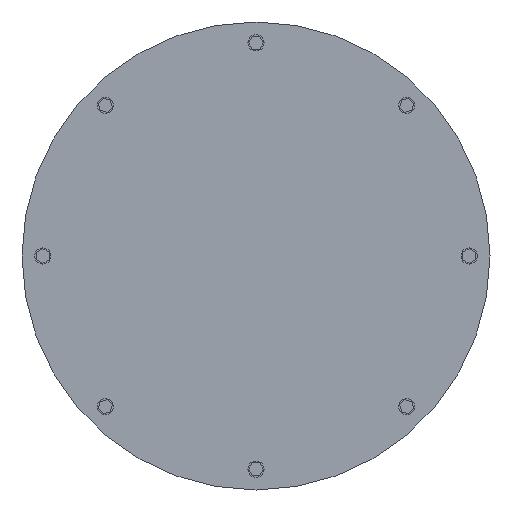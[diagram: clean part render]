
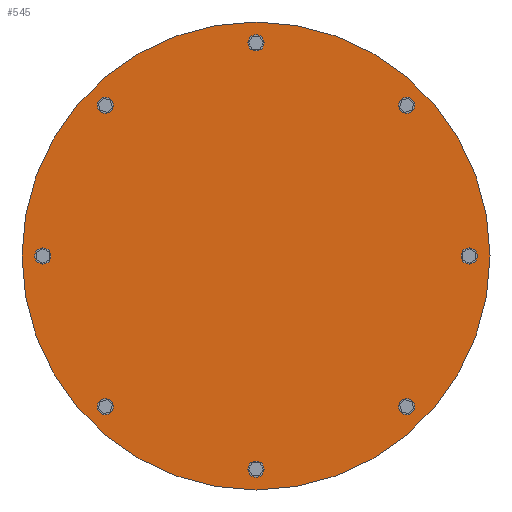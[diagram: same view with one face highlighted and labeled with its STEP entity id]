
A CAD part, left-side view. The second image highlights one B-rep face of the part: STEP entity #545.
In plain terms, the highlighted planar face has unit normal (-1, 0, 0).
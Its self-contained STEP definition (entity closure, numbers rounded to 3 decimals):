
#545 = ADVANCED_FACE( '', ( #1198, #1199, #1200, #1201, #1202, #1203, #1204, #1205, #1206 ), #1207, .F. );
#1198 = FACE_OUTER_BOUND( '', #1913, .T. );
#1199 = FACE_BOUND( '', #1914, .T. );
#1200 = FACE_BOUND( '', #1915, .T. );
#1201 = FACE_BOUND( '', #1916, .T. );
#1202 = FACE_BOUND( '', #1917, .T. );
#1203 = FACE_BOUND( '', #1918, .T. );
#1204 = FACE_BOUND( '', #1919, .T. );
#1205 = FACE_BOUND( '', #1920, .T. );
#1206 = FACE_BOUND( '', #1921, .T. );
#1207 = PLANE( '', #1922 );
#1913 = EDGE_LOOP( '', ( #3299 ) );
#1914 = EDGE_LOOP( '', ( #3300 ) );
#1915 = EDGE_LOOP( '', ( #3301 ) );
#1916 = EDGE_LOOP( '', ( #3302 ) );
#1917 = EDGE_LOOP( '', ( #3303 ) );
#1918 = EDGE_LOOP( '', ( #3304 ) );
#1919 = EDGE_LOOP( '', ( #3305 ) );
#1920 = EDGE_LOOP( '', ( #3306 ) );
#1921 = EDGE_LOOP( '', ( #3307 ) );
#1922 = AXIS2_PLACEMENT_3D( '', #3308, #3309, #3310 );
#3299 = ORIENTED_EDGE( '', *, *, #4114, .F. );
#3300 = ORIENTED_EDGE( '', *, *, #4085, .F. );
#3301 = ORIENTED_EDGE( '', *, *, #3892, .F. );
#3302 = ORIENTED_EDGE( '', *, *, #4177, .F. );
#3303 = ORIENTED_EDGE( '', *, *, #4153, .F. );
#3304 = ORIENTED_EDGE( '', *, *, #3731, .F. );
#3305 = ORIENTED_EDGE( '', *, *, #4140, .F. );
#3306 = ORIENTED_EDGE( '', *, *, #4142, .F. );
#3307 = ORIENTED_EDGE( '', *, *, #4178, .F. );
#3308 = CARTESIAN_POINT( '', ( -210., 0., 0. ) );
#3309 = DIRECTION( '', ( 1., 0., 0. ) );
#3310 = DIRECTION( '', ( 0., 0., -1. ) );
#3731 = EDGE_CURVE( '', #4373, #4373, #4374, .F. );
#3892 = EDGE_CURVE( '', #4643, #4643, #4644, .F. );
#4085 = EDGE_CURVE( '', #4919, #4919, #4920, .F. );
#4114 = EDGE_CURVE( '', #4958, #4958, #4959, .T. );
#4140 = EDGE_CURVE( '', #4990, #4990, #4991, .F. );
#4142 = EDGE_CURVE( '', #4993, #4993, #4994, .F. );
#4153 = EDGE_CURVE( '', #5009, #5009, #5010, .F. );
#4177 = EDGE_CURVE( '', #5036, #5036, #5037, .F. );
#4178 = EDGE_CURVE( '', #5038, #5038, #5039, .F. );
#4373 = VERTEX_POINT( '', #5289 );
#4374 = CIRCLE( '', #5290, 7. );
#4643 = VERTEX_POINT( '', #5655 );
#4644 = CIRCLE( '', #5656, 7. );
#4919 = VERTEX_POINT( '', #6030 );
#4920 = CIRCLE( '', #6031, 7. );
#4958 = VERTEX_POINT( '', #6086 );
#4959 = CIRCLE( '', #6087, 203. );
#4990 = VERTEX_POINT( '', #6129 );
#4991 = CIRCLE( '', #6130, 7. );
#4993 = VERTEX_POINT( '', #6132 );
#4994 = CIRCLE( '', #6133, 7. );
#5009 = VERTEX_POINT( '', #6152 );
#5010 = CIRCLE( '', #6153, 7. );
#5036 = VERTEX_POINT( '', #6187 );
#5037 = CIRCLE( '', #6188, 7. );
#5038 = VERTEX_POINT( '', #6189 );
#5039 = CIRCLE( '', #6190, 7. );
#5289 = CARTESIAN_POINT( '', ( -210., 130.762, 123.762 ) );
#5290 = AXIS2_PLACEMENT_3D( '', #6355, #6356, #6357 );
#5655 = CARTESIAN_POINT( '', ( -210., -130.762, 123.762 ) );
#5656 = AXIS2_PLACEMENT_3D( '', #6529, #6530, #6531 );
#6030 = CARTESIAN_POINT( '', ( -210., 184.925, -7. ) );
#6031 = AXIS2_PLACEMENT_3D( '', #6724, #6725, #6726 );
#6086 = CARTESIAN_POINT( '', ( -210., 0., -203. ) );
#6087 = AXIS2_PLACEMENT_3D( '', #6747, #6748, #6749 );
#6129 = CARTESIAN_POINT( '', ( -210., 0., 177.925 ) );
#6130 = AXIS2_PLACEMENT_3D( '', #6767, #6768, #6769 );
#6132 = CARTESIAN_POINT( '', ( -210., 0., -191.925 ) );
#6133 = AXIS2_PLACEMENT_3D( '', #6770, #6771, #6772 );
#6152 = CARTESIAN_POINT( '', ( -210., -130.762, -137.762 ) );
#6153 = AXIS2_PLACEMENT_3D( '', #6783, #6784, #6785 );
#6187 = CARTESIAN_POINT( '', ( -210., 130.762, -137.762 ) );
#6188 = AXIS2_PLACEMENT_3D( '', #6800, #6801, #6802 );
#6189 = CARTESIAN_POINT( '', ( -210., -184.925, -7. ) );
#6190 = AXIS2_PLACEMENT_3D( '', #6803, #6804, #6805 );
#6355 = CARTESIAN_POINT( '', ( -210., 130.762, 130.762 ) );
#6356 = DIRECTION( '', ( 1., 0., 0. ) );
#6357 = DIRECTION( '', ( 0., 0., -1. ) );
#6529 = CARTESIAN_POINT( '', ( -210., -130.762, 130.762 ) );
#6530 = DIRECTION( '', ( 1., 0., 0. ) );
#6531 = DIRECTION( '', ( 0., 0., -1. ) );
#6724 = CARTESIAN_POINT( '', ( -210., 184.925, 0. ) );
#6725 = DIRECTION( '', ( 1., 0., 0. ) );
#6726 = DIRECTION( '', ( 0., 0., -1. ) );
#6747 = CARTESIAN_POINT( '', ( -210., 0., 0. ) );
#6748 = DIRECTION( '', ( 1., 0., 0. ) );
#6749 = DIRECTION( '', ( 0., 0., -1. ) );
#6767 = CARTESIAN_POINT( '', ( -210., 0., 184.925 ) );
#6768 = DIRECTION( '', ( 1., 0., 0. ) );
#6769 = DIRECTION( '', ( 0., 0., -1. ) );
#6770 = CARTESIAN_POINT( '', ( -210., 0., -184.925 ) );
#6771 = DIRECTION( '', ( 1., 0., 0. ) );
#6772 = DIRECTION( '', ( 0., 0., -1. ) );
#6783 = CARTESIAN_POINT( '', ( -210., -130.762, -130.762 ) );
#6784 = DIRECTION( '', ( 1., 0., 0. ) );
#6785 = DIRECTION( '', ( 0., 0., -1. ) );
#6800 = CARTESIAN_POINT( '', ( -210., 130.762, -130.762 ) );
#6801 = DIRECTION( '', ( 1., 0., 0. ) );
#6802 = DIRECTION( '', ( 0., 0., -1. ) );
#6803 = CARTESIAN_POINT( '', ( -210., -184.925, 0. ) );
#6804 = DIRECTION( '', ( 1., 0., 0. ) );
#6805 = DIRECTION( '', ( 0., 0., -1. ) );
